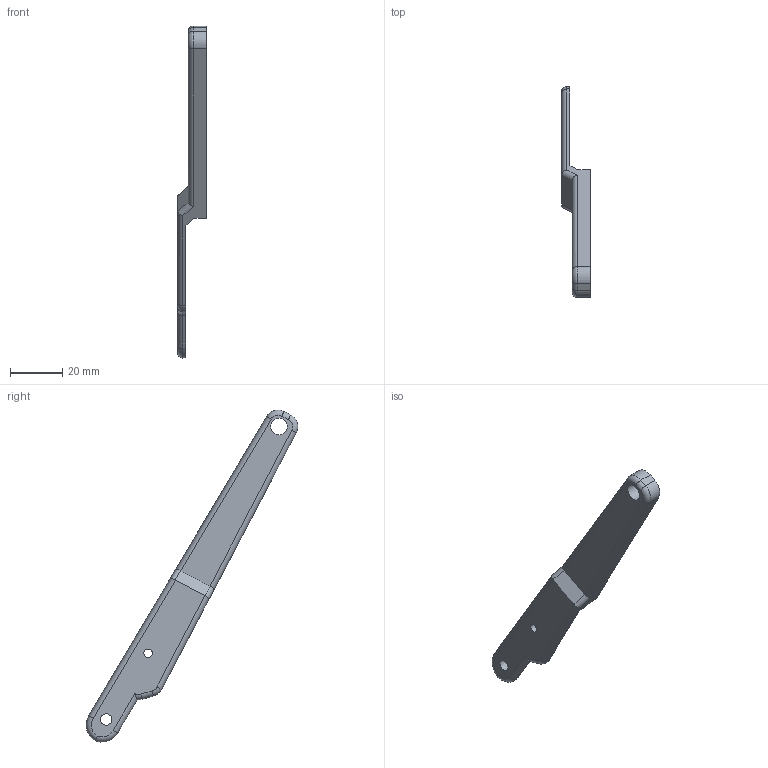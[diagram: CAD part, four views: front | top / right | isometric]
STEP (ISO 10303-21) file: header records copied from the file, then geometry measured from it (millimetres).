
FILE_DESCRIPTION(/* description */ (''),/* implementation_level */ '2;1');
FILE_NAME(/* name */ 'part07.step',/* time_stamp */ '2018-01-15T18:44:39+09:00',/* author */ (''),/* organization */ (''),/* preprocessor_version */ 'ST-DEVELOPER v16.13',/* originating_system */ 'Autodesk Translation Framework v6.5.0.72',/* authorisation */ '');
FILE_SCHEMA (('AUTOMOTIVE_DESIGN { 1 0 10303 214 3 1 1 }'));
Length unit declared in the file: millimetre
Products named in the file (1): Fusion コンポーネント
Bounding box: 11 x 80.89 x 126.86 mm (x, y, z)
Volume: 6573.8 mm3; surface area: 7197.6 mm2
Topology: 1 solids, 1 shells, 71 faces, 179 edges, 115 vertices
Faces by surface type: plane 34, cylinder 31, torus 6
Full cylindrical faces by diameter (mm): 1.6 x2, 3.2 x1, 4.4 x1, 5 x2, 6.4 x1, 7.2 x1, 8.4 x1
Entity records: 2210 total; most frequent: DIRECTION 390, CARTESIAN_POINT 390, ORIENTED_EDGE 358, EDGE_CURVE 179, AXIS2_PLACEMENT_3D 141, VERTEX_POINT 115, LINE 108, VECTOR 108
